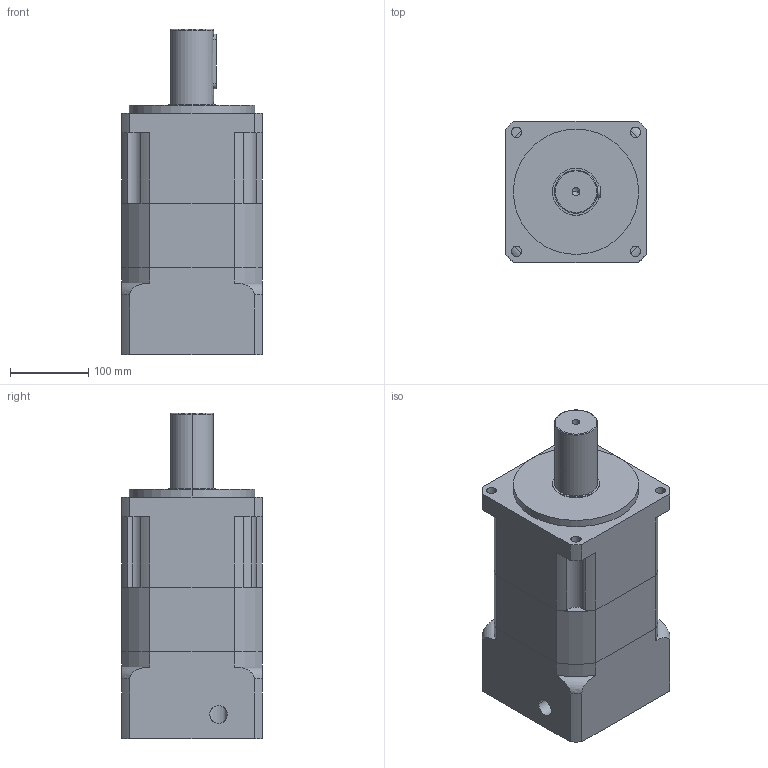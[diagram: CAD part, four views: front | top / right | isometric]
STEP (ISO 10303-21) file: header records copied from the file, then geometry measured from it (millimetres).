
FILE_DESCRIPTION (( 'STEP AP214' ), '1' );
FILE_NAME ('DS180-L2-XX-35-114.3-200-M12_2019.STEP', '2019-03-18T10:48:16', ( 'Y' ), ( 'NCU' ), 'SwSTEP 2.0', 'SolidWorks 2016', '' );
FILE_SCHEMA (( 'AUTOMOTIVE_DESIGN' ));
Length unit declared in the file: millimetre
Products named in the file (1): DS180-L2-XX-35-114.3-200-M12_2019
Bounding box: 180 x 180 x 415.5 mm (x, y, z)
Volume: 9319507.2 mm3; surface area: 533751.3 mm2
Topology: 3 solids, 3 shells, 267 faces, 643 edges, 414 vertices
Faces by surface type: cylinder 119, plane 116, cone 26, torus 6
Entity records: 9381 total; most frequent: CARTESIAN_POINT 2059, DIRECTION 1400, ORIENTED_EDGE 1266, EDGE_CURVE 633, AXIS2_PLACEMENT_3D 519, VERTEX_POINT 414, VECTOR 362, LINE 362
